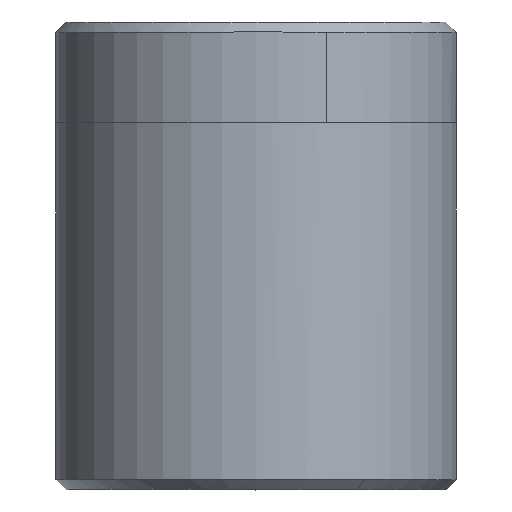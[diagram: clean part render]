
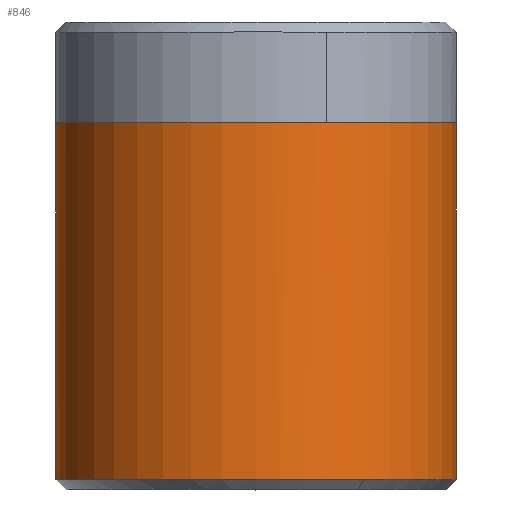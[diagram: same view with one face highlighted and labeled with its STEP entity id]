
A CAD part, top view. The second image highlights one B-rep face of the part: STEP entity #846.
In plain terms, the highlighted free-form (B-spline) face has degree [2, 1] with [7, 2] control points.
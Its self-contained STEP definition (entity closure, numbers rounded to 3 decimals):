
#580=CARTESIAN_POINT('',(5.958,0.3,-0.708));
#581=VERTEX_POINT('',#580);
#582=CARTESIAN_POINT('',(3.227,0.3,5.058));
#583=VERTEX_POINT('',#582);
#584=CARTESIAN_POINT('',(5.958,0.3,-0.708));
#585=CARTESIAN_POINT('',(6.,0.3,-0.355));
#586=CARTESIAN_POINT('',(6.,0.3,0.));
#587=CARTESIAN_POINT('',(6.,0.3,3.289));
#588=CARTESIAN_POINT('',(3.227,0.3,5.058));
#596=(BOUNDED_CURVE()B_SPLINE_CURVE(2,(#584,#585,#586,#587,#588),.UNSPECIFIED.,.F.,.U.)B_SPLINE_CURVE_WITH_KNOTS((3,2,3),(0.23,0.25,0.408),.UNSPECIFIED.)CURVE()GEOMETRIC_REPRESENTATION_ITEM()RATIONAL_B_SPLINE_CURVE((0.956,0.976,1.0,0.815,0.864))REPRESENTATION_ITEM(''));
#597=EDGE_CURVE('',#581,#583,#596,.T.);
#640=CARTESIAN_POINT('',(-5.982,0.3,0.471));
#641=VERTEX_POINT('',#640);
#647=CARTESIAN_POINT('',(-5.989,0.3,0.366));
#648=VERTEX_POINT('',#647);
#649=CARTESIAN_POINT('',(-5.982,0.3,0.471));
#650=CARTESIAN_POINT('',(-5.986,0.3,0.419));
#651=CARTESIAN_POINT('',(-5.989,0.3,0.366));
#659=(BOUNDED_CURVE()B_SPLINE_CURVE(2,(#649,#650,#651),.UNSPECIFIED.,.F.,.U.)B_SPLINE_CURVE_WITH_KNOTS((3,3),(0.736,0.739),.UNSPECIFIED.)CURVE()GEOMETRIC_REPRESENTATION_ITEM()RATIONAL_B_SPLINE_CURVE((0.97,0.973,0.976))REPRESENTATION_ITEM(''));
#660=EDGE_CURVE('',#641,#648,#659,.T.);
#713=CARTESIAN_POINT('',(0.0,0.3,6.));
#714=VERTEX_POINT('',#713);
#715=CARTESIAN_POINT('',(3.227,0.3,5.058));
#716=CARTESIAN_POINT('',(1.751,0.3,6.));
#717=CARTESIAN_POINT('',(0.0,0.3,6.));
#725=(BOUNDED_CURVE()B_SPLINE_CURVE(2,(#715,#716,#717),.UNSPECIFIED.,.F.,.U.)B_SPLINE_CURVE_WITH_KNOTS((3,3),(0.408,0.5),.UNSPECIFIED.)CURVE()GEOMETRIC_REPRESENTATION_ITEM()RATIONAL_B_SPLINE_CURVE((0.864,0.892,1.0))REPRESENTATION_ITEM(''));
#726=EDGE_CURVE('',#583,#714,#725,.T.);
#728=CARTESIAN_POINT('',(0.0,0.3,6.));
#729=CARTESIAN_POINT('',(-5.546,0.3,6.));
#730=CARTESIAN_POINT('',(-5.982,0.3,0.471));
#738=(BOUNDED_CURVE()B_SPLINE_CURVE(2,(#728,#729,#730),.UNSPECIFIED.,.F.,.U.)B_SPLINE_CURVE_WITH_KNOTS((3,3),(0.5,0.736),.UNSPECIFIED.)CURVE()GEOMETRIC_REPRESENTATION_ITEM()RATIONAL_B_SPLINE_CURVE((1.0,0.723,0.97))REPRESENTATION_ITEM(''));
#739=EDGE_CURVE('',#714,#641,#738,.T.);
#774=CARTESIAN_POINT('',(5.958,11.257,-0.708));
#775=CARTESIAN_POINT('',(5.978,11.257,-0.538));
#776=CARTESIAN_POINT('',(5.989,11.257,-0.366));
#777=CARTESIAN_POINT('',(6.355,11.257,5.623));
#778=CARTESIAN_POINT('',(0.366,11.257,5.989));
#779=CARTESIAN_POINT('',(-5.623,11.257,6.355));
#780=CARTESIAN_POINT('',(-5.989,11.257,0.366));
#781=CARTESIAN_POINT('',(5.958,0.026,-0.708));
#782=CARTESIAN_POINT('',(5.978,0.026,-0.538));
#783=CARTESIAN_POINT('',(5.989,0.026,-0.366));
#784=CARTESIAN_POINT('',(6.355,0.026,5.623));
#785=CARTESIAN_POINT('',(0.366,0.026,5.989));
#786=CARTESIAN_POINT('',(-5.623,0.026,6.355));
#787=CARTESIAN_POINT('',(-5.989,0.026,0.366));
#795=(BOUNDED_SURFACE()B_SPLINE_SURFACE(2,1,((#774,#781),(#775,#782),(#776,#783),(#777,#784),(#778,#785),(#779,#786),(#780,#787)),.UNSPECIFIED.,.F.,.F.,.U.)B_SPLINE_SURFACE_WITH_KNOTS((3,2,2,3),(2,2),(0.0,0.398,10.339,20.28),(0.0,11.231),.UNSPECIFIED.)GEOMETRIC_REPRESENTATION_ITEM()RATIONAL_B_SPLINE_SURFACE(((0.978,0.978),(0.988,0.988),(1.0,1.0),(0.707,0.707),(1.0,1.0),(0.707,0.707),(1.0,1.0)))REPRESENTATION_ITEM('')SURFACE());
#796=CARTESIAN_POINT('',(5.958,10.99,-0.708));
#797=VERTEX_POINT('',#796);
#798=CARTESIAN_POINT('',(0.0,10.99,6.));
#799=VERTEX_POINT('',#798);
#800=CARTESIAN_POINT('',(5.958,10.99,-0.708));
#801=CARTESIAN_POINT('',(6.,10.99,-0.355));
#802=CARTESIAN_POINT('',(6.0,10.99,0.));
#803=CARTESIAN_POINT('',(6.0,10.99,6.));
#804=CARTESIAN_POINT('',(0.0,10.99,6.));
#812=(BOUNDED_CURVE()B_SPLINE_CURVE(2,(#800,#801,#802,#803,#804),.UNSPECIFIED.,.F.,.U.)B_SPLINE_CURVE_WITH_KNOTS((3,2,3),(0.23,0.25,0.5),.UNSPECIFIED.)CURVE()GEOMETRIC_REPRESENTATION_ITEM()RATIONAL_B_SPLINE_CURVE((0.956,0.976,1.0,0.707,1.0))REPRESENTATION_ITEM(''));
#813=EDGE_CURVE('',#797,#799,#812,.T.);
#814=ORIENTED_EDGE('',*,*,#813,.T.);
#815=CARTESIAN_POINT('',(-5.989,10.99,0.366));
#816=VERTEX_POINT('',#815);
#817=CARTESIAN_POINT('',(0.0,10.99,6.));
#818=CARTESIAN_POINT('',(-5.644,10.99,6.));
#819=CARTESIAN_POINT('',(-5.989,10.99,0.366));
#827=(BOUNDED_CURVE()B_SPLINE_CURVE(2,(#817,#818,#819),.UNSPECIFIED.,.F.,.U.)B_SPLINE_CURVE_WITH_KNOTS((3,3),(0.5,0.739),.UNSPECIFIED.)CURVE()GEOMETRIC_REPRESENTATION_ITEM()RATIONAL_B_SPLINE_CURVE((1.0,0.72,0.976))REPRESENTATION_ITEM(''));
#828=EDGE_CURVE('',#799,#816,#827,.T.);
#829=ORIENTED_EDGE('',*,*,#828,.T.);
#830=CARTESIAN_POINT('',(-5.989,10.99,0.366));
#831=CARTESIAN_POINT('',(-5.989,0.3,0.366));
#832=QUASI_UNIFORM_CURVE('',1,(#830,#831),.UNSPECIFIED.,.F.,.U.);
#833=EDGE_CURVE('',#816,#648,#832,.T.);
#834=ORIENTED_EDGE('',*,*,#833,.T.);
#835=ORIENTED_EDGE('',*,*,#660,.F.);
#836=ORIENTED_EDGE('',*,*,#739,.F.);
#837=ORIENTED_EDGE('',*,*,#726,.F.);
#838=ORIENTED_EDGE('',*,*,#597,.F.);
#839=CARTESIAN_POINT('',(5.958,10.99,-0.708));
#840=CARTESIAN_POINT('',(5.958,0.3,-0.708));
#841=QUASI_UNIFORM_CURVE('',1,(#839,#840),.UNSPECIFIED.,.F.,.U.);
#842=EDGE_CURVE('',#797,#581,#841,.T.);
#843=ORIENTED_EDGE('',*,*,#842,.F.);
#844=EDGE_LOOP('',(#814,#829,#834,#835,#836,#837,#838,#843));
#845=FACE_OUTER_BOUND('',#844,.T.);
#846=ADVANCED_FACE('',(#845),#795,.T.);
